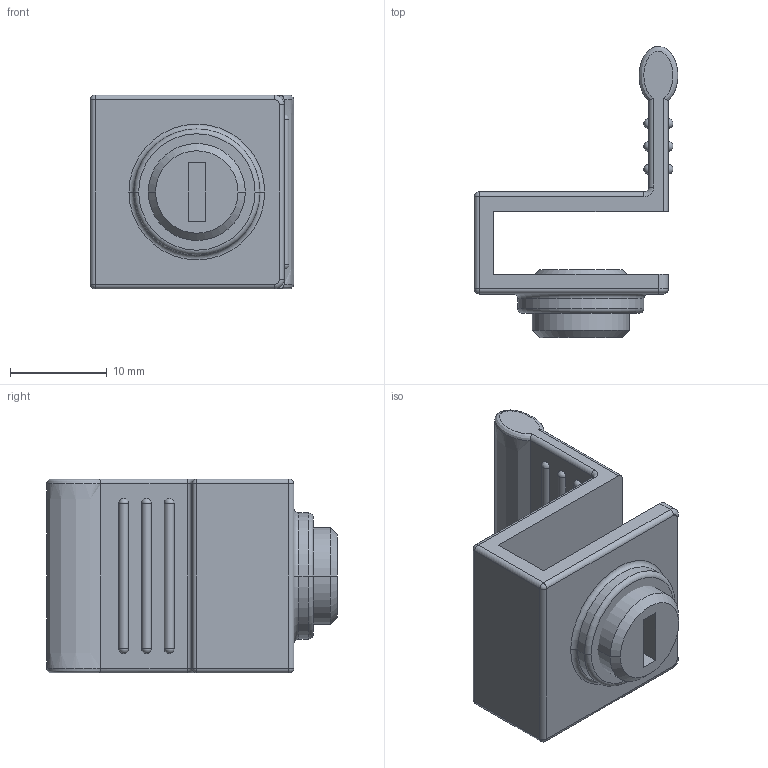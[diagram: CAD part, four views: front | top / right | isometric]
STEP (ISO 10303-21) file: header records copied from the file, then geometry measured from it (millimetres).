
FILE_DESCRIPTION(('Creo Elements/Direct Modeling STEP Export'),'2;1');
FILE_NAME('2139-20.stp','2024-09-23T10:50:48',(''),(''),'Creo Elements/Direct Modeling STEP processor for AP214 (Solid Model)','Creo Elements/Direct Modeling 20.0 12-Nov-2016 (C) Parametric Technology GmbH','');
FILE_SCHEMA(('AUTOMOTIVE_DESIGN { 1 0 10303 214 1 1 1 1 }'));
Length unit declared in the file: millimetre
Products named in the file (3): Griffteil; Gewindestift; Griff_gesamt
Assembly tree (2 placements, depth 2):
  Griff_gesamt
    Gewindestift
    Griffteil
Bounding box: 21 x 30 x 20 mm (x, y, z)
Volume: 3139 mm3; surface area: 3303.3 mm2
Topology: 2 solids, 2 shells, 95 faces, 218 edges, 132 vertices
Faces by surface type: plane 36, cylinder 28, torus 20, cone 4, sphere 4, bspline 2, extrusion 1
Entity records: 6369 total; most frequent: CARTESIAN_POINT 4106, DIRECTION 481, ORIENTED_EDGE 428, EDGE_CURVE 214, AXIS2_PLACEMENT_3D 189, VERTEX_POINT 132, EDGE_LOOP 106, VECTOR 103
